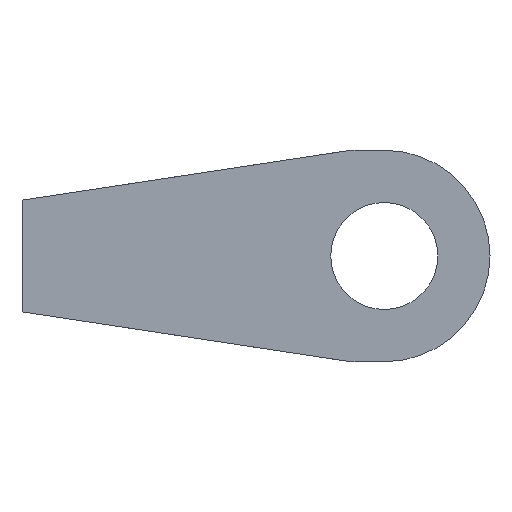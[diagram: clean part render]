
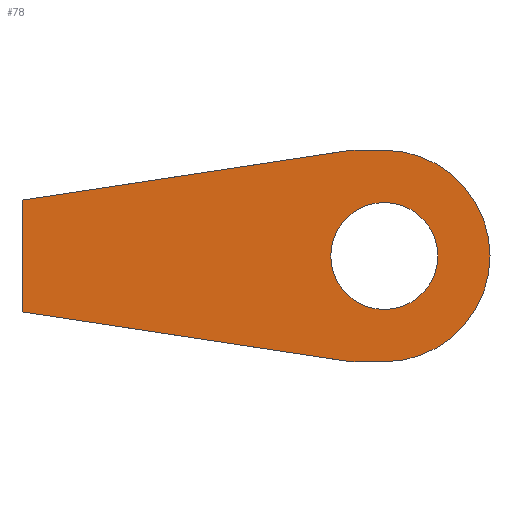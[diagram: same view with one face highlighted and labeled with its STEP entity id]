
A CAD part, front view. The second image highlights one B-rep face of the part: STEP entity #78.
In plain terms, the highlighted planar face has unit normal (0, -1, 0).
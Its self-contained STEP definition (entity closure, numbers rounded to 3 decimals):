
#1 = FACE_OUTER_BOUND ( 'NONE', #215, .T. ) ;
#9 = CARTESIAN_POINT ( 'NONE',  ( 5.392, -1.75, 0. ) ) ;
#15 = VECTOR ( 'NONE', #96, 1000. ) ;
#20 = LINE ( 'NONE', #287, #15 ) ;
#25 = DIRECTION ( 'NONE',  ( 0., 0., 1. ) ) ;
#29 = ORIENTED_EDGE ( 'NONE', *, *, #164, .F. ) ;
#38 = VERTEX_POINT ( 'NONE', #213 ) ;
#48 = EDGE_CURVE ( 'NONE', #267, #368, #291, .T. ) ;
#49 = VECTOR ( 'NONE', #318, 1000. ) ;
#54 = LINE ( 'NONE', #68, #49 ) ;
#58 = EDGE_CURVE ( 'NONE', #368, #267, #131, .T. ) ;
#59 = VECTOR ( 'NONE', #25, 1000. ) ;
#64 = AXIS2_PLACEMENT_3D ( 'NONE', #345, #274, #88 ) ;
#67 = LINE ( 'NONE', #372, #59 ) ;
#68 = CARTESIAN_POINT ( 'NONE',  ( -9.837, -1.75, -2.35 ) ) ;
#72 = VERTEX_POINT ( 'NONE', #290 ) ;
#74 = EDGE_CURVE ( 'NONE', #72, #347, #67, .T. ) ;
#78 = ADVANCED_FACE ( 'NONE', ( #249, #1 ), #242, .T. ) ;
#88 = DIRECTION ( 'NONE',  ( 0., 0., -1. ) ) ;
#94 = DIRECTION ( 'NONE',  ( 0., 1., 0. ) ) ;
#96 = DIRECTION ( 'NONE',  ( 1., 0., 0. ) ) ;
#104 = EDGE_CURVE ( 'NONE', #339, #110, #150, .T. ) ;
#110 = VERTEX_POINT ( 'NONE', #187 ) ;
#123 = ORIENTED_EDGE ( 'NONE', *, *, #58, .F. ) ;
#124 = EDGE_LOOP ( 'NONE', ( #272, #123 ) ) ;
#126 = AXIS2_PLACEMENT_3D ( 'NONE', #9, #153, #288 ) ;
#131 = CIRCLE ( 'NONE', #64, 2.248 ) ;
#134 = AXIS2_PLACEMENT_3D ( 'NONE', #348, #298, #371 ) ;
#149 = CARTESIAN_POINT ( 'NONE',  ( 3.992, -1.75, -4.445 ) ) ;
#150 = LINE ( 'NONE', #149, #254 ) ;
#153 = DIRECTION ( 'NONE',  ( 0., -1., 0. ) ) ;
#160 = CARTESIAN_POINT ( 'NONE',  ( 3.992, -1.75, 4.445 ) ) ;
#161 = ORIENTED_EDGE ( 'NONE', *, *, #370, .F. ) ;
#163 = CARTESIAN_POINT ( 'NONE',  ( 5.392, -1.75, -2.248 ) ) ;
#164 = EDGE_CURVE ( 'NONE', #347, #268, #338, .T. ) ;
#178 = VECTOR ( 'NONE', #256, 1000. ) ;
#187 = CARTESIAN_POINT ( 'NONE',  ( 3.992, -1.75, -4.445 ) ) ;
#204 = EDGE_CURVE ( 'NONE', #268, #38, #20, .T. ) ;
#213 = CARTESIAN_POINT ( 'NONE',  ( 5.392, -1.75, 4.445 ) ) ;
#215 = EDGE_LOOP ( 'NONE', ( #161, #235, #218, #239, #29, #261 ) ) ;
#218 = ORIENTED_EDGE ( 'NONE', *, *, #283, .F. ) ;
#226 = CARTESIAN_POINT ( 'NONE',  ( 3.992, -1.75, 4.445 ) ) ;
#235 = ORIENTED_EDGE ( 'NONE', *, *, #104, .F. ) ;
#239 = ORIENTED_EDGE ( 'NONE', *, *, #204, .F. ) ;
#242 = PLANE ( 'NONE',  #134 ) ;
#249 = FACE_BOUND ( 'NONE', #124, .T. ) ;
#254 = VECTOR ( 'NONE', #332, 1000. ) ;
#256 = DIRECTION ( 'NONE',  ( 0.989, 0., 0.15 ) ) ;
#261 = ORIENTED_EDGE ( 'NONE', *, *, #74, .F. ) ;
#267 = VERTEX_POINT ( 'NONE', #289 ) ;
#268 = VERTEX_POINT ( 'NONE', #226 ) ;
#272 = ORIENTED_EDGE ( 'NONE', *, *, #48, .F. ) ;
#274 = DIRECTION ( 'NONE',  ( 0., -1., 0. ) ) ;
#283 = EDGE_CURVE ( 'NONE', #38, #339, #377, .T. ) ;
#287 = CARTESIAN_POINT ( 'NONE',  ( 5.392, -1.75, 4.445 ) ) ;
#288 = DIRECTION ( 'NONE',  ( 0., 0., -1. ) ) ;
#289 = CARTESIAN_POINT ( 'NONE',  ( 5.392, -1.75, 2.248 ) ) ;
#290 = CARTESIAN_POINT ( 'NONE',  ( -9.837, -1.75, -2.35 ) ) ;
#291 = CIRCLE ( 'NONE', #126, 2.248 ) ;
#298 = DIRECTION ( 'NONE',  ( 0., -1., 0. ) ) ;
#299 = AXIS2_PLACEMENT_3D ( 'NONE', #311, #94, #337 ) ;
#311 = CARTESIAN_POINT ( 'NONE',  ( 5.392, -1.75, 0. ) ) ;
#312 = CARTESIAN_POINT ( 'NONE',  ( -9.837, -1.75, 2.349 ) ) ;
#318 = DIRECTION ( 'NONE',  ( -0.989, 0., 0.15 ) ) ;
#332 = DIRECTION ( 'NONE',  ( -1., 0., 0. ) ) ;
#337 = DIRECTION ( 'NONE',  ( 0., 0., -1. ) ) ;
#338 = LINE ( 'NONE', #160, #178 ) ;
#339 = VERTEX_POINT ( 'NONE', #357 ) ;
#345 = CARTESIAN_POINT ( 'NONE',  ( 5.392, -1.75, 0. ) ) ;
#347 = VERTEX_POINT ( 'NONE', #312 ) ;
#348 = CARTESIAN_POINT ( 'NONE',  ( 5.392, -1.75, 0. ) ) ;
#357 = CARTESIAN_POINT ( 'NONE',  ( 5.392, -1.75, -4.445 ) ) ;
#368 = VERTEX_POINT ( 'NONE', #163 ) ;
#370 = EDGE_CURVE ( 'NONE', #110, #72, #54, .T. ) ;
#371 = DIRECTION ( 'NONE',  ( 0., 0., -1. ) ) ;
#372 = CARTESIAN_POINT ( 'NONE',  ( -9.837, -1.75, 2.349 ) ) ;
#377 = CIRCLE ( 'NONE', #299, 4.445 ) ;
